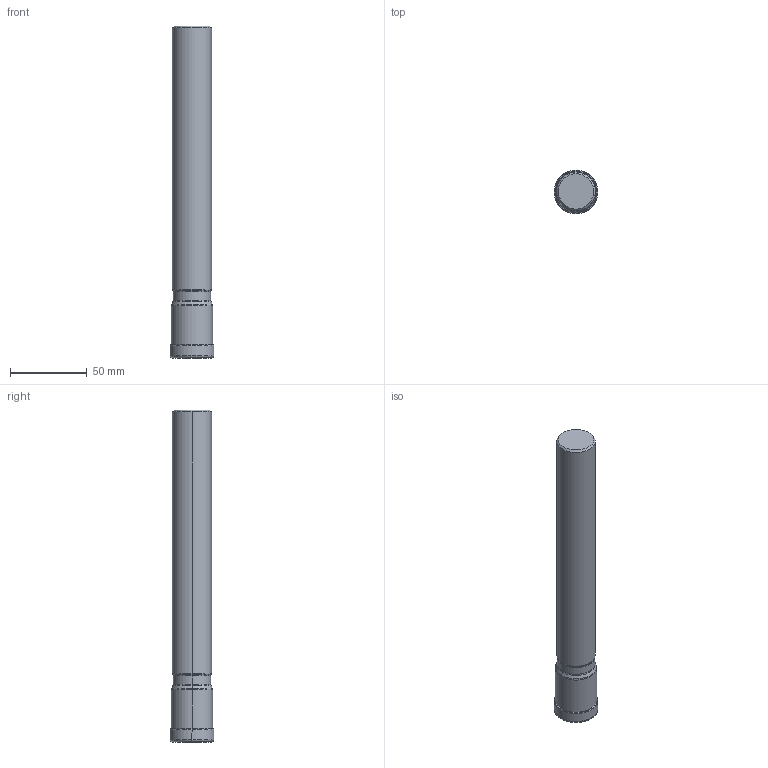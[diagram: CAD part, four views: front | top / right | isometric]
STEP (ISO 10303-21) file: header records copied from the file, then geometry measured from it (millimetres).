
FILE_DESCRIPTION(/* description */ (''),/* implementation_level */ '2;1');
FILE_NAME(/* name */ 'VPX200UR1803SA16L_IR0_063.stp',/* time_stamp */ '2021-09-08T11:38:39+09:00',/* author */ (''),/* organization */ (''),/* preprocessor_version */ 'ST-DEVELOPER v16',/* originating_system */ 'SIEMENS PLM Software NX 10.0',/* authorisation */ '');
FILE_SCHEMA (('AUTOMOTIVE_DESIGN { 1 0 10303 214 3 1 1 1 }'));
Length unit declared in the file: millimetre
Products named in the file (1): VPX200UR1803SA16L_IR0_063_ASM
Bounding box: 28.57 x 28.57 x 215.9 mm (x, y, z)
Volume: 112769.5 mm3; surface area: 20060.3 mm2
Topology: 2 solids, 2 shells, 57 faces, 150 edges, 113 vertices
Faces by surface type: torus 18, revolution 14, cone 12, cylinder 8, plane 3, bspline 2
Entity records: 2918 total; most frequent: CARTESIAN_POINT 1330, DIRECTION 352, ORIENTED_EDGE 272, AXIS2_PLACEMENT_3D 158, EDGE_CURVE 136, CIRCLE 106, VERTEX_POINT 82, EDGE_LOOP 58
